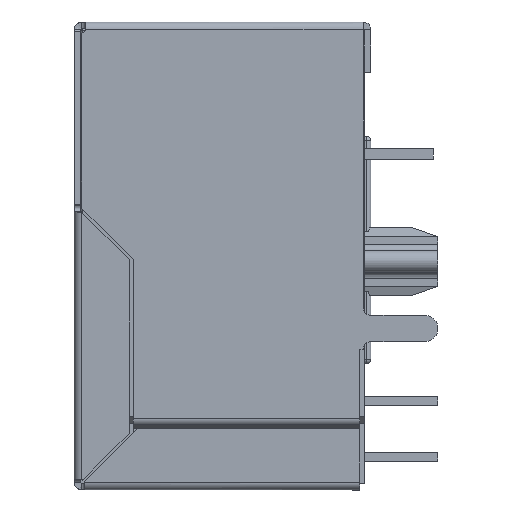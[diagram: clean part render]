
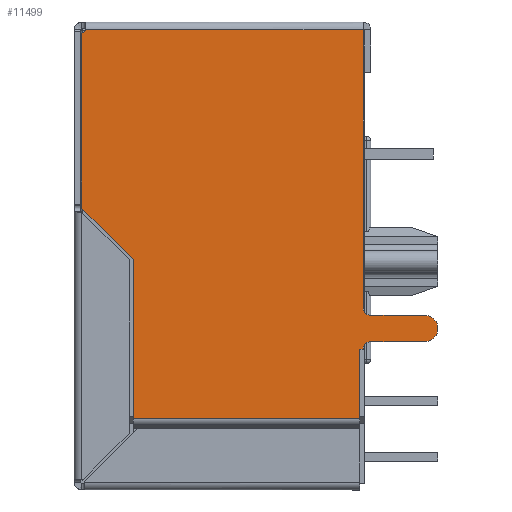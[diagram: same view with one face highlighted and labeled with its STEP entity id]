
A CAD part, left-side view. The second image highlights one B-rep face of the part: STEP entity #11499.
In plain terms, the highlighted planar face has unit normal (-1, 0, 0).
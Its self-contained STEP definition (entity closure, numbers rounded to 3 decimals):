
#109 = DIRECTION ( 'NONE',  ( 1., 0., 0. ) ) ;
#155 = VERTEX_POINT ( 'NONE', #4353 ) ;
#199 = ORIENTED_EDGE ( 'NONE', *, *, #1775, .T. ) ;
#251 = DIRECTION ( 'NONE',  ( -1., 0., 0. ) ) ;
#276 = DIRECTION ( 'NONE',  ( 0., 0., 1. ) ) ;
#414 = EDGE_CURVE ( 'NONE', #2078, #155, #9301, .T. ) ;
#490 = CARTESIAN_POINT ( 'NONE',  ( -8.02, 0.5, -4. ) ) ;
#612 = VECTOR ( 'NONE', #4527, 1000. ) ;
#624 = VERTEX_POINT ( 'NONE', #5604 ) ;
#657 = CARTESIAN_POINT ( 'NONE',  ( -8.02, 10.802, -7.155 ) ) ;
#781 = DIRECTION ( 'NONE',  ( 0., -1., 0. ) ) ;
#802 = DIRECTION ( 'NONE',  ( 0., 0., -1. ) ) ;
#805 = ORIENTED_EDGE ( 'NONE', *, *, #1977, .F. ) ;
#944 = CARTESIAN_POINT ( 'NONE',  ( -8.02, -2.45, -3.05 ) ) ;
#1041 = AXIS2_PLACEMENT_3D ( 'NONE', #7820, #12328, #802 ) ;
#1097 = ORIENTED_EDGE ( 'NONE', *, *, #8627, .T. ) ;
#1332 = EDGE_CURVE ( 'NONE', #4094, #3907, #7927, .T. ) ;
#1339 = DIRECTION ( 'NONE',  ( 0., 1., 0. ) ) ;
#1345 = ORIENTED_EDGE ( 'NONE', *, *, #7336, .T. ) ;
#1409 = ORIENTED_EDGE ( 'NONE', *, *, #9719, .T. ) ;
#1439 = ORIENTED_EDGE ( 'NONE', *, *, #1496, .F. ) ;
#1496 = EDGE_CURVE ( 'NONE', #5405, #624, #5501, .T. ) ;
#1721 = CARTESIAN_POINT ( 'NONE',  ( -8.02, 0., -2.45 ) ) ;
#1775 = EDGE_CURVE ( 'NONE', #3359, #9573, #8925, .T. ) ;
#1891 = VECTOR ( 'NONE', #3127, 1000. ) ;
#1977 = EDGE_CURVE ( 'NONE', #10525, #11216, #13307, .T. ) ;
#1978 = CARTESIAN_POINT ( 'NONE',  ( -8.02, -2.45, -3.65 ) ) ;
#2010 = ORIENTED_EDGE ( 'NONE', *, *, #7876, .T. ) ;
#2078 = VERTEX_POINT ( 'NONE', #8437 ) ;
#2127 = ORIENTED_EDGE ( 'NONE', *, *, #414, .F. ) ;
#2189 = DIRECTION ( 'NONE',  ( 0., 0., 1. ) ) ;
#2230 = VECTOR ( 'NONE', #10437, 1000. ) ;
#2357 = AXIS2_PLACEMENT_3D ( 'NONE', #3279, #251, #1339 ) ;
#2412 = ORIENTED_EDGE ( 'NONE', *, *, #8901, .F. ) ;
#2845 = LINE ( 'NONE', #657, #9555 ) ;
#2931 = EDGE_LOOP ( 'NONE', ( #6365, #1097, #1439, #5436, #1345, #10844, #1409, #199, #2010, #2127, #7782, #805, #2412, #9215 ) ) ;
#2969 = DIRECTION ( 'NONE',  ( 0., 0., -1. ) ) ;
#3085 = VERTEX_POINT ( 'NONE', #12008 ) ;
#3127 = DIRECTION ( 'NONE',  ( 0., 0., 1. ) ) ;
#3279 = CARTESIAN_POINT ( 'NONE',  ( -8.02, 0., -2.1 ) ) ;
#3359 = VERTEX_POINT ( 'NONE', #10338 ) ;
#3495 = DIRECTION ( 'NONE',  ( 0., -1., 0. ) ) ;
#3785 = FACE_OUTER_BOUND ( 'NONE', #2931, .T. ) ;
#3907 = VERTEX_POINT ( 'NONE', #6389 ) ;
#4094 = VERTEX_POINT ( 'NONE', #7953 ) ;
#4257 = VERTEX_POINT ( 'NONE', #13399 ) ;
#4283 = DIRECTION ( 'NONE',  ( 0., 1., 0. ) ) ;
#4353 = CARTESIAN_POINT ( 'NONE',  ( -8.02, 0.35, -4. ) ) ;
#4490 = CARTESIAN_POINT ( 'NONE',  ( -8.02, 0.35, -4. ) ) ;
#4527 = DIRECTION ( 'NONE',  ( 0., -1., 0. ) ) ;
#4680 = CARTESIAN_POINT ( 'NONE',  ( -8.02, 13.15, 2.43 ) ) ;
#4936 = CARTESIAN_POINT ( 'NONE',  ( -8.02, 10.802, 0.082 ) ) ;
#5245 = LINE ( 'NONE', #6297, #13395 ) ;
#5284 = CARTESIAN_POINT ( 'NONE',  ( -8.02, 0.5, -4. ) ) ;
#5405 = VERTEX_POINT ( 'NONE', #9086 ) ;
#5412 = DIRECTION ( 'NONE',  ( 0., -0.707, -0.707 ) ) ;
#5414 = DIRECTION ( 'NONE',  ( 1., 0., 0. ) ) ;
#5436 = ORIENTED_EDGE ( 'NONE', *, *, #8273, .T. ) ;
#5496 = CARTESIAN_POINT ( 'NONE',  ( -8.02, 13.15, 2.43 ) ) ;
#5501 = CIRCLE ( 'NONE', #1041, 0.3 ) ;
#5553 = CARTESIAN_POINT ( 'NONE',  ( -8.02, -2.45, -2.45 ) ) ;
#5604 = CARTESIAN_POINT ( 'NONE',  ( -8.02, 12.981, 10.55 ) ) ;
#5715 = EDGE_CURVE ( 'NONE', #11216, #2078, #5245, .T. ) ;
#5810 = VECTOR ( 'NONE', #3495, 1000. ) ;
#6136 = LINE ( 'NONE', #13448, #2230 ) ;
#6140 = VECTOR ( 'NONE', #2189, 1000. ) ;
#6297 = CARTESIAN_POINT ( 'NONE',  ( -8.02, -2.45, -3.65 ) ) ;
#6349 = AXIS2_PLACEMENT_3D ( 'NONE', #12087, #7925, #8159 ) ;
#6365 = ORIENTED_EDGE ( 'NONE', *, *, #8569, .T. ) ;
#6389 = CARTESIAN_POINT ( 'NONE',  ( -8.02, 10.802, -7.155 ) ) ;
#6471 = LINE ( 'NONE', #4490, #612 ) ;
#6636 = PLANE ( 'NONE',  #12217 ) ;
#7275 = CARTESIAN_POINT ( 'NONE',  ( -8.02, 13.15, 10.6 ) ) ;
#7336 = EDGE_CURVE ( 'NONE', #11617, #4094, #10906, .T. ) ;
#7724 = CIRCLE ( 'NONE', #2357, 0.35 ) ;
#7782 = ORIENTED_EDGE ( 'NONE', *, *, #5715, .F. ) ;
#7820 = CARTESIAN_POINT ( 'NONE',  ( -8.02, 13.26, 10.66 ) ) ;
#7876 = EDGE_CURVE ( 'NONE', #9573, #155, #6471, .T. ) ;
#7912 = LINE ( 'NONE', #5553, #5810 ) ;
#7925 = DIRECTION ( 'NONE',  ( -1., 0., 0. ) ) ;
#7927 = LINE ( 'NONE', #4936, #13320 ) ;
#7953 = CARTESIAN_POINT ( 'NONE',  ( -8.02, 10.802, 0.082 ) ) ;
#8098 = VECTOR ( 'NONE', #5412, 1000. ) ;
#8159 = DIRECTION ( 'NONE',  ( 0., -1., 0. ) ) ;
#8273 = EDGE_CURVE ( 'NONE', #5405, #11617, #11036, .T. ) ;
#8437 = CARTESIAN_POINT ( 'NONE',  ( -8.02, 0., -3.65 ) ) ;
#8566 = CARTESIAN_POINT ( 'NONE',  ( -8.02, -2.45, -2.45 ) ) ;
#8569 = EDGE_CURVE ( 'NONE', #3085, #4257, #13315, .T. ) ;
#8627 = EDGE_CURVE ( 'NONE', #4257, #624, #6136, .T. ) ;
#8901 = EDGE_CURVE ( 'NONE', #12953, #10525, #7912, .T. ) ;
#8925 = LINE ( 'NONE', #5284, #6140 ) ;
#8932 = VECTOR ( 'NONE', #2969, 1000. ) ;
#9086 = CARTESIAN_POINT ( 'NONE',  ( -8.02, 13.15, 10.381 ) ) ;
#9215 = ORIENTED_EDGE ( 'NONE', *, *, #9937, .F. ) ;
#9301 = CIRCLE ( 'NONE', #6349, 0.35 ) ;
#9533 = DIRECTION ( 'NONE',  ( 0., 1., 0. ) ) ;
#9555 = VECTOR ( 'NONE', #781, 1000. ) ;
#9573 = VERTEX_POINT ( 'NONE', #490 ) ;
#9719 = EDGE_CURVE ( 'NONE', #3907, #3359, #2845, .T. ) ;
#9937 = EDGE_CURVE ( 'NONE', #3085, #12953, #7724, .T. ) ;
#10338 = CARTESIAN_POINT ( 'NONE',  ( -8.02, 0.5, -7.155 ) ) ;
#10356 = CARTESIAN_POINT ( 'NONE',  ( -8.02, 0.35, -7.155 ) ) ;
#10437 = DIRECTION ( 'NONE',  ( 0., 1., 0. ) ) ;
#10525 = VERTEX_POINT ( 'NONE', #8566 ) ;
#10746 = CARTESIAN_POINT ( 'NONE',  ( -8.02, 0., 0. ) ) ;
#10844 = ORIENTED_EDGE ( 'NONE', *, *, #1332, .T. ) ;
#10906 = LINE ( 'NONE', #5496, #8098 ) ;
#11036 = LINE ( 'NONE', #7275, #8932 ) ;
#11216 = VERTEX_POINT ( 'NONE', #1978 ) ;
#11339 = AXIS2_PLACEMENT_3D ( 'NONE', #944, #109, #9533 ) ;
#11499 = ADVANCED_FACE ( 'NONE', ( #3785 ), #6636, .F. ) ;
#11617 = VERTEX_POINT ( 'NONE', #4680 ) ;
#12008 = CARTESIAN_POINT ( 'NONE',  ( -8.02, 0.35, -2.1 ) ) ;
#12087 = CARTESIAN_POINT ( 'NONE',  ( -8.02, 0., -4. ) ) ;
#12208 = DIRECTION ( 'NONE',  ( 0., 0., -1. ) ) ;
#12217 = AXIS2_PLACEMENT_3D ( 'NONE', #10746, #5414, #276 ) ;
#12328 = DIRECTION ( 'NONE',  ( -1., 0., 0. ) ) ;
#12953 = VERTEX_POINT ( 'NONE', #1721 ) ;
#13307 = CIRCLE ( 'NONE', #11339, 0.6 ) ;
#13315 = LINE ( 'NONE', #10356, #1891 ) ;
#13320 = VECTOR ( 'NONE', #12208, 1000. ) ;
#13395 = VECTOR ( 'NONE', #4283, 1000. ) ;
#13399 = CARTESIAN_POINT ( 'NONE',  ( -8.02, 0.35, 10.55 ) ) ;
#13448 = CARTESIAN_POINT ( 'NONE',  ( -8.02, 13.15, 10.55 ) ) ;
